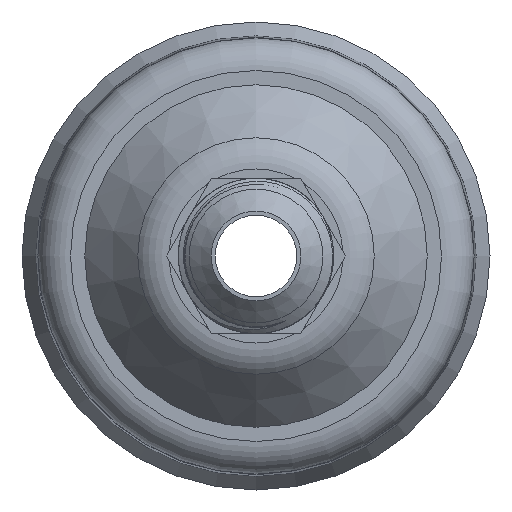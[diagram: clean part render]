
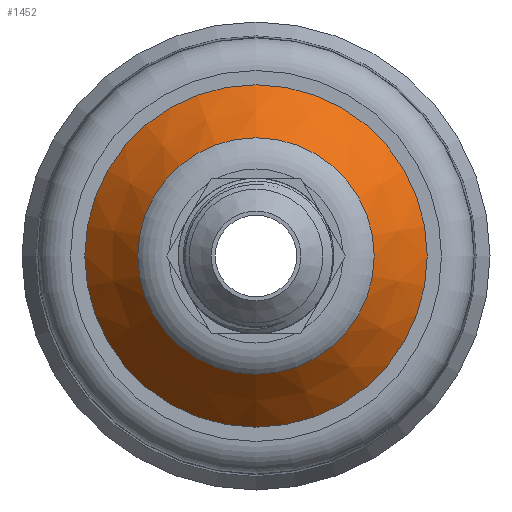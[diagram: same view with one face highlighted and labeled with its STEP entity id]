
A CAD part, left-side view. The second image highlights one B-rep face of the part: STEP entity #1452.
In plain terms, the highlighted conical face has half-angle 40.039 degrees and reference radius 21 mm.
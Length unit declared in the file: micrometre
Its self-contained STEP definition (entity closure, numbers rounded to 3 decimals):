
#82=CONICAL_SURFACE('',#1601,21000.,0.699);
#114=FACE_OUTER_BOUND('',#200,.T.);
#200=EDGE_LOOP('',(#1080,#1081,#1082,#1083,#1084,#1085));
#310=CIRCLE('',#1602,21000.);
#311=CIRCLE('',#1603,21000.);
#312=CIRCLE('',#1604,14498.566);
#313=CIRCLE('',#1605,14498.566);
#421=LINE('',#3065,#513);
#513=VECTOR('',#1869,21000.);
#650=VERTEX_POINT('',#3060);
#651=VERTEX_POINT('',#3061);
#652=VERTEX_POINT('',#3064);
#653=VERTEX_POINT('',#3066);
#818=EDGE_CURVE('',#650,#651,#310,.T.);
#819=EDGE_CURVE('',#651,#650,#311,.T.);
#820=EDGE_CURVE('',#651,#652,#421,.T.);
#821=EDGE_CURVE('',#652,#653,#312,.T.);
#822=EDGE_CURVE('',#653,#652,#313,.T.);
#1080=ORIENTED_EDGE('',*,*,#818,.F.);
#1081=ORIENTED_EDGE('',*,*,#819,.F.);
#1082=ORIENTED_EDGE('',*,*,#820,.T.);
#1083=ORIENTED_EDGE('',*,*,#821,.T.);
#1084=ORIENTED_EDGE('',*,*,#822,.T.);
#1085=ORIENTED_EDGE('',*,*,#820,.F.);
#1452=ADVANCED_FACE('',(#114),#82,.T.);
#1601=AXIS2_PLACEMENT_3D('',#3059,#1863,#1864);
#1602=AXIS2_PLACEMENT_3D('',#3062,#1865,#1866);
#1603=AXIS2_PLACEMENT_3D('',#3063,#1867,#1868);
#1604=AXIS2_PLACEMENT_3D('',#3067,#1870,#1871);
#1605=AXIS2_PLACEMENT_3D('',#3068,#1872,#1873);
#1863=DIRECTION('center_axis',(1.,0.,0.));
#1864=DIRECTION('ref_axis',(0.,0.,-1.));
#1865=DIRECTION('center_axis',(1.,0.,0.));
#1866=DIRECTION('ref_axis',(0.,0.,-1.));
#1867=DIRECTION('center_axis',(1.,0.,0.));
#1868=DIRECTION('ref_axis',(0.,0.,-1.));
#1869=DIRECTION('',(-0.766,0.,-0.643));
#1870=DIRECTION('center_axis',(1.,0.,0.));
#1871=DIRECTION('ref_axis',(0.,0.,-1.));
#1872=DIRECTION('center_axis',(1.,0.,0.));
#1873=DIRECTION('ref_axis',(0.,0.,-1.));
#3059=CARTESIAN_POINT('Origin',(-39729.244,0.,0.));
#3060=CARTESIAN_POINT('',(-39729.244,0.,-21000.));
#3061=CARTESIAN_POINT('',(-39729.244,0.,21000.));
#3062=CARTESIAN_POINT('Origin',(-39729.244,0.,0.));
#3063=CARTESIAN_POINT('Origin',(-39729.244,0.,0.));
#3064=CARTESIAN_POINT('',(-47466.565,0.,14498.566));
#3065=CARTESIAN_POINT('',(-39729.244,0.,21000.));
#3066=CARTESIAN_POINT('',(-47466.565,0.,-14498.566));
#3067=CARTESIAN_POINT('Origin',(-47466.565,0.,0.));
#3068=CARTESIAN_POINT('Origin',(-47466.565,0.,0.));
